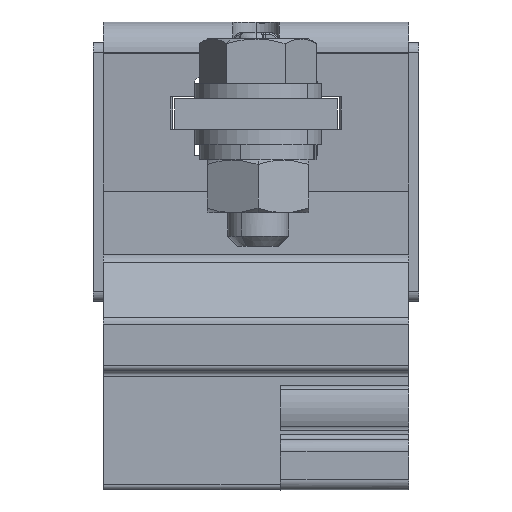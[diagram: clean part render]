
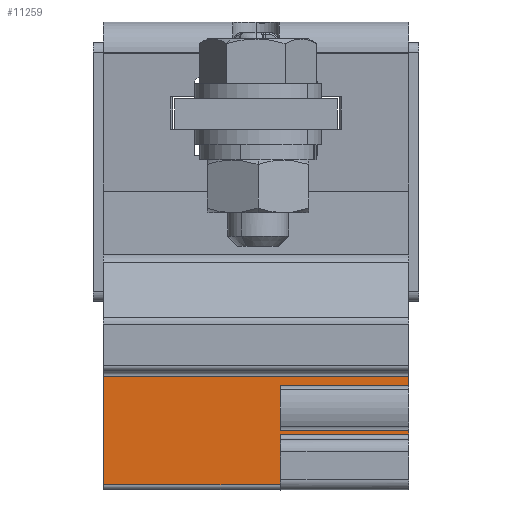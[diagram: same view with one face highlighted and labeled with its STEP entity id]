
A CAD part, left-side view. The second image highlights one B-rep face of the part: STEP entity #11259.
In plain terms, the highlighted planar face has unit normal (-1, 0, 0).
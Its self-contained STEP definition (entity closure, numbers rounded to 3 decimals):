
#904 = ORIENTED_EDGE ( 'NONE', *, *, #21441, .F. ) ;
#1198 = DIRECTION ( 'NONE',  ( 0., -1., 0. ) ) ;
#1217 = LINE ( 'NONE', #49842, #46903 ) ;
#1861 = ORIENTED_EDGE ( 'NONE', *, *, #59269, .F. ) ;
#2175 = DIRECTION ( 'NONE',  ( 0., -1., 0. ) ) ;
#3134 = CARTESIAN_POINT ( 'NONE',  ( -39.95, 13.61, 4.9 ) ) ;
#3299 = EDGE_CURVE ( 'NONE', #10890, #36209, #1217, .T. ) ;
#4142 = CARTESIAN_POINT ( 'NONE',  ( -39.95, 27., 4.9 ) ) ;
#4522 = CARTESIAN_POINT ( 'NONE',  ( -39.95, 13.61, -5.8 ) ) ;
#5118 = LINE ( 'NONE', #48369, #32898 ) ;
#5971 = ORIENTED_EDGE ( 'NONE', *, *, #3299, .T. ) ;
#7684 = VERTEX_POINT ( 'NONE', #10560 ) ;
#8777 = VERTEX_POINT ( 'NONE', #55050 ) ;
#10152 = CARTESIAN_POINT ( 'NONE',  ( -39.95, 13.61, 4.9 ) ) ;
#10201 = DIRECTION ( 'NONE',  ( 0., -1., 0. ) ) ;
#10237 = DIRECTION ( 'NONE',  ( 0., 0., 1. ) ) ;
#10474 = DIRECTION ( 'NONE',  ( 0., -1., 0. ) ) ;
#10560 = CARTESIAN_POINT ( 'NONE',  ( -39.95, 1., -0.473 ) ) ;
#10890 = VERTEX_POINT ( 'NONE', #22750 ) ;
#11259 = ADVANCED_FACE ( 'NONE', ( #52135 ), #62560, .F. ) ;
#13136 = ORIENTED_EDGE ( 'NONE', *, *, #60528, .F. ) ;
#13139 = EDGE_CURVE ( 'NONE', #57121, #24998, #50484, .T. ) ;
#14330 = LINE ( 'NONE', #4142, #40842 ) ;
#15969 = ORIENTED_EDGE ( 'NONE', *, *, #27944, .F. ) ;
#16704 = CARTESIAN_POINT ( 'NONE',  ( -39.95, 13.61, -0.473 ) ) ;
#17234 = CARTESIAN_POINT ( 'NONE',  ( -39.95, 1., -0.8 ) ) ;
#19533 = VECTOR ( 'NONE', #37213, 1000. ) ;
#20290 = CARTESIAN_POINT ( 'NONE',  ( -39.95, 31., 4.9 ) ) ;
#20548 = VERTEX_POINT ( 'NONE', #16704 ) ;
#20592 = CARTESIAN_POINT ( 'NONE',  ( -39.95, 31., 3.983 ) ) ;
#21011 = LINE ( 'NONE', #60631, #62258 ) ;
#21441 = EDGE_CURVE ( 'NONE', #33790, #37296, #5118, .T. ) ;
#22750 = CARTESIAN_POINT ( 'NONE',  ( -39.95, 13.61, -0.8 ) ) ;
#23226 = CARTESIAN_POINT ( 'NONE',  ( -39.95, 1., -0.473 ) ) ;
#24327 = VECTOR ( 'NONE', #58040, 1000. ) ;
#24820 = CARTESIAN_POINT ( 'NONE',  ( -39.95, 31., -5.8 ) ) ;
#24998 = VERTEX_POINT ( 'NONE', #40861 ) ;
#27944 = EDGE_CURVE ( 'NONE', #57121, #20548, #43478, .T. ) ;
#28001 = CARTESIAN_POINT ( 'NONE',  ( -39.95, 27., 4.9 ) ) ;
#28293 = LINE ( 'NONE', #23226, #19533 ) ;
#29055 = VECTOR ( 'NONE', #2175, 1000. ) ;
#31138 = VECTOR ( 'NONE', #41854, 1000. ) ;
#31714 = ORIENTED_EDGE ( 'NONE', *, *, #38452, .T. ) ;
#31720 = DIRECTION ( 'NONE',  ( 0., 0., -1. ) ) ;
#32106 = CARTESIAN_POINT ( 'NONE',  ( -39.95, 13.61, 3.983 ) ) ;
#32898 = VECTOR ( 'NONE', #10237, 1000. ) ;
#33669 = DIRECTION ( 'NONE',  ( 1., 0., 0. ) ) ;
#33790 = VERTEX_POINT ( 'NONE', #24820 ) ;
#34524 = LINE ( 'NONE', #49189, #37893 ) ;
#34948 = EDGE_CURVE ( 'NONE', #37296, #8777, #14330, .T. ) ;
#35877 = EDGE_CURVE ( 'NONE', #20548, #7684, #34524, .T. ) ;
#36209 = VERTEX_POINT ( 'NONE', #17234 ) ;
#37213 = DIRECTION ( 'NONE',  ( 0., 0., -1. ) ) ;
#37296 = VERTEX_POINT ( 'NONE', #20290 ) ;
#37893 = VECTOR ( 'NONE', #1198, 1000. ) ;
#38011 = VERTEX_POINT ( 'NONE', #4522 ) ;
#38452 = EDGE_CURVE ( 'NONE', #33790, #38011, #58681, .T. ) ;
#40472 = ORIENTED_EDGE ( 'NONE', *, *, #13139, .T. ) ;
#40842 = VECTOR ( 'NONE', #10201, 1000. ) ;
#40861 = CARTESIAN_POINT ( 'NONE',  ( -39.95, 1., 3.983 ) ) ;
#41854 = DIRECTION ( 'NONE',  ( 0., 0., -1. ) ) ;
#43478 = LINE ( 'NONE', #10152, #24327 ) ;
#46602 = AXIS2_PLACEMENT_3D ( 'NONE', #28001, #33669, #53077 ) ;
#46652 = LINE ( 'NONE', #3134, #31138 ) ;
#46903 = VECTOR ( 'NONE', #59633, 1000. ) ;
#48369 = CARTESIAN_POINT ( 'NONE',  ( -39.95, 31., 5.4 ) ) ;
#49189 = CARTESIAN_POINT ( 'NONE',  ( -39.95, 31., -0.473 ) ) ;
#49842 = CARTESIAN_POINT ( 'NONE',  ( -39.95, 31., -0.8 ) ) ;
#50484 = LINE ( 'NONE', #20592, #29055 ) ;
#50547 = ORIENTED_EDGE ( 'NONE', *, *, #34948, .F. ) ;
#52135 = FACE_OUTER_BOUND ( 'NONE', #58754, .T. ) ;
#52311 = VECTOR ( 'NONE', #10474, 1000. ) ;
#53077 = DIRECTION ( 'NONE',  ( 0., -1., 0. ) ) ;
#53942 = CARTESIAN_POINT ( 'NONE',  ( -39.95, 27., -5.8 ) ) ;
#55050 = CARTESIAN_POINT ( 'NONE',  ( -39.95, 1., 4.9 ) ) ;
#57121 = VERTEX_POINT ( 'NONE', #32106 ) ;
#57474 = EDGE_CURVE ( 'NONE', #10890, #38011, #46652, .T. ) ;
#58008 = ORIENTED_EDGE ( 'NONE', *, *, #35877, .F. ) ;
#58040 = DIRECTION ( 'NONE',  ( 0., 0., -1. ) ) ;
#58681 = LINE ( 'NONE', #53942, #52311 ) ;
#58754 = EDGE_LOOP ( 'NONE', ( #904, #31714, #62795, #5971, #1861, #58008, #15969, #40472, #13136, #50547 ) ) ;
#59269 = EDGE_CURVE ( 'NONE', #7684, #36209, #28293, .T. ) ;
#59633 = DIRECTION ( 'NONE',  ( 0., -1., 0. ) ) ;
#60528 = EDGE_CURVE ( 'NONE', #8777, #24998, #21011, .T. ) ;
#60631 = CARTESIAN_POINT ( 'NONE',  ( -39.95, 1., 4.9 ) ) ;
#62258 = VECTOR ( 'NONE', #31720, 1000. ) ;
#62560 = PLANE ( 'NONE',  #46602 ) ;
#62795 = ORIENTED_EDGE ( 'NONE', *, *, #57474, .F. ) ;
